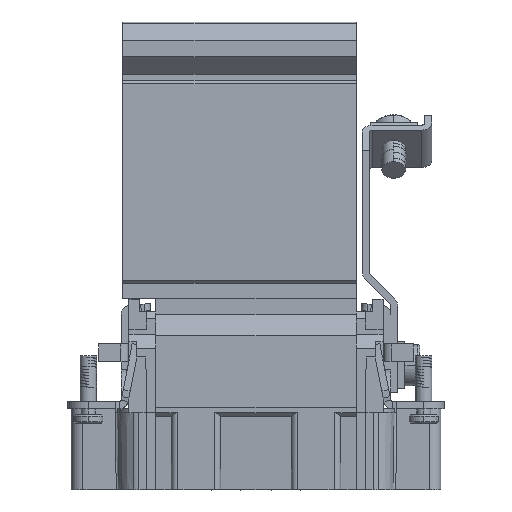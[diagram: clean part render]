
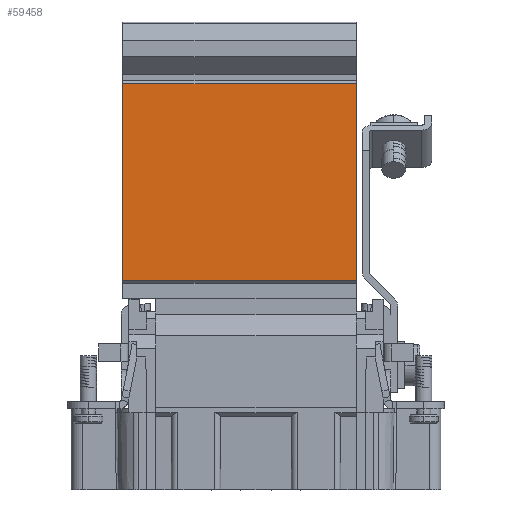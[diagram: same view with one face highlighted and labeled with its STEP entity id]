
A CAD part, front view. The second image highlights one B-rep face of the part: STEP entity #59458.
In plain terms, the highlighted planar face has unit normal (0, -1, 0).
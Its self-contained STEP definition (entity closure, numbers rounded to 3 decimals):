
#6875=DIRECTION('',(0.,0.,-1.));
#6876=VECTOR('',#6875,33.4);
#6877=CARTESIAN_POINT('',(17.05,-16.825,83.1));
#6878=LINE('',#6877,#6876);
#16160=DIRECTION('',(0.,0.,-1.));
#16161=VECTOR('',#16160,33.4);
#16162=CARTESIAN_POINT('',(-22.625,-16.825,83.1));
#16163=LINE('',#16162,#16161);
#19671=DIRECTION('',(-1.,0.,0.));
#19672=VECTOR('',#19671,39.675);
#19673=CARTESIAN_POINT('',(17.05,-16.825,83.1));
#19674=LINE('',#19673,#19672);
#19675=DIRECTION('',(-1.,0.,0.));
#19676=VECTOR('',#19675,39.675);
#19677=CARTESIAN_POINT('',(17.05,-16.825,49.7));
#19678=LINE('',#19677,#19676);
#31988=CARTESIAN_POINT('',(17.05,-16.825,83.1));
#31989=VERTEX_POINT('',#31988);
#31990=CARTESIAN_POINT('',(17.05,-16.825,49.7));
#31991=VERTEX_POINT('',#31990);
#32176=CARTESIAN_POINT('',(-22.625,-16.825,83.1));
#32177=VERTEX_POINT('',#32176);
#32178=CARTESIAN_POINT('',(-22.625,-16.825,49.7));
#32179=VERTEX_POINT('',#32178);
#59446=CARTESIAN_POINT('',(17.05,-16.825,83.1));
#59447=DIRECTION('',(0.,-1.,0.));
#59448=DIRECTION('',(0.,0.,-1.));
#59449=AXIS2_PLACEMENT_3D('',#59446,#59447,#59448);
#59450=PLANE('',#59449);
#59451=ORIENTED_EDGE('',*,*,#45031,.T.);
#59453=ORIENTED_EDGE('',*,*,#59452,.T.);
#59454=ORIENTED_EDGE('',*,*,#55323,.F.);
#59455=ORIENTED_EDGE('',*,*,#59439,.F.);
#59456=EDGE_LOOP('',(#59451,#59453,#59454,#59455));
#59457=FACE_OUTER_BOUND('',#59456,.F.);
#59458=ADVANCED_FACE('',(#59457),#59450,.T.);
#45031=EDGE_CURVE('',#31989,#31991,#6878,.T.);
#55323=EDGE_CURVE('',#32177,#32179,#16163,.T.);
#59439=EDGE_CURVE('',#31989,#32177,#19674,.T.);
#59452=EDGE_CURVE('',#31991,#32179,#19678,.T.);
